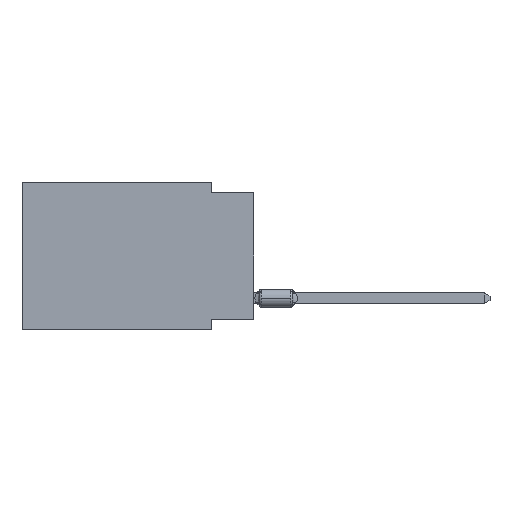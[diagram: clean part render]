
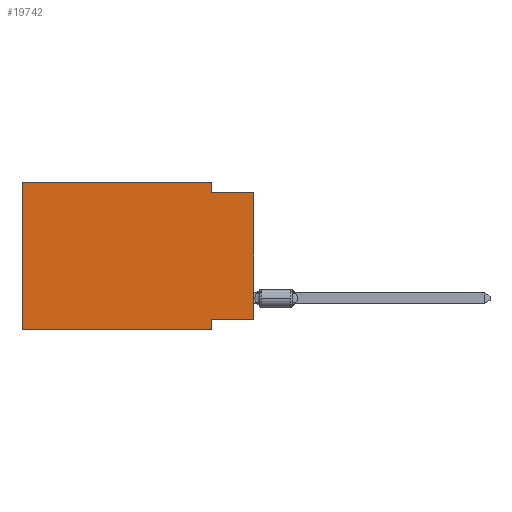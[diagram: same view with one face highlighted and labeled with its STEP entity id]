
A CAD part, left-side view. The second image highlights one B-rep face of the part: STEP entity #19742.
In plain terms, the highlighted planar face has unit normal (-1, 0, 0).
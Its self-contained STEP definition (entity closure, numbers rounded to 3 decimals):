
#183 = DIRECTION ( 'NONE',  ( 0., 0., -1. ) ) ;
#249 = LINE ( 'NONE', #7263, #20212 ) ;
#694 = PLANE ( 'NONE',  #12144 ) ;
#955 = DIRECTION ( 'NONE',  ( 0., 1., 0. ) ) ;
#1198 = VECTOR ( 'NONE', #955, 1000. ) ;
#1265 = CARTESIAN_POINT ( 'NONE',  ( 0., 0., 0. ) ) ;
#1385 = CARTESIAN_POINT ( 'NONE',  ( 0., 2.54, -8.89 ) ) ;
#1525 = LINE ( 'NONE', #9852, #19013 ) ;
#1788 = CARTESIAN_POINT ( 'NONE',  ( 0., 2.54, 0. ) ) ;
#1952 = EDGE_CURVE ( 'NONE', #9036, #9462, #9491, .T. ) ;
#2377 = EDGE_CURVE ( 'NONE', #13478, #14550, #5235, .T. ) ;
#2583 = EDGE_CURVE ( 'NONE', #9036, #17026, #12075, .T. ) ;
#2875 = EDGE_CURVE ( 'NONE', #14044, #9750, #8408, .T. ) ;
#2985 = DIRECTION ( 'NONE',  ( 0., -1., 0. ) ) ;
#3408 = VECTOR ( 'NONE', #2985, 1000. ) ;
#3448 = ORIENTED_EDGE ( 'NONE', *, *, #14924, .F. ) ;
#3579 = FACE_OUTER_BOUND ( 'NONE', #13404, .T. ) ;
#3893 = DIRECTION ( 'NONE',  ( 1., 0., 0. ) ) ;
#4009 = CARTESIAN_POINT ( 'NONE',  ( 0., 13.97, 0. ) ) ;
#4478 = DIRECTION ( 'NONE',  ( 0., 0., 1. ) ) ;
#4540 = DIRECTION ( 'NONE',  ( 0., -1., 0. ) ) ;
#4585 = CARTESIAN_POINT ( 'NONE',  ( 0., 13.97, 0. ) ) ;
#5171 = VECTOR ( 'NONE', #4540, 1000. ) ;
#5235 = LINE ( 'NONE', #8437, #10066 ) ;
#5650 = DIRECTION ( 'NONE',  ( 0., 0., -1. ) ) ;
#6502 = CARTESIAN_POINT ( 'NONE',  ( 0., 0., -0.635 ) ) ;
#7263 = CARTESIAN_POINT ( 'NONE',  ( 0., 2.54, -8.89 ) ) ;
#7514 = ORIENTED_EDGE ( 'NONE', *, *, #20028, .T. ) ;
#8408 = LINE ( 'NONE', #1788, #18649 ) ;
#8437 = CARTESIAN_POINT ( 'NONE',  ( 0., 13.97, 0. ) ) ;
#8542 = DIRECTION ( 'NONE',  ( 0., 0., 1. ) ) ;
#8572 = ORIENTED_EDGE ( 'NONE', *, *, #10333, .F. ) ;
#8700 = DIRECTION ( 'NONE',  ( 0., 0., -1. ) ) ;
#9036 = VERTEX_POINT ( 'NONE', #20728 ) ;
#9462 = VERTEX_POINT ( 'NONE', #18645 ) ;
#9491 = LINE ( 'NONE', #1265, #16910 ) ;
#9657 = LINE ( 'NONE', #20811, #5171 ) ;
#9750 = VERTEX_POINT ( 'NONE', #10571 ) ;
#9852 = CARTESIAN_POINT ( 'NONE',  ( 0., 13.97, -8.89 ) ) ;
#10066 = VECTOR ( 'NONE', #8542, 1000. ) ;
#10333 = EDGE_CURVE ( 'NONE', #17026, #18180, #249, .T. ) ;
#10571 = CARTESIAN_POINT ( 'NONE',  ( 0., 2.54, -0.635 ) ) ;
#11216 = LINE ( 'NONE', #6502, #3408 ) ;
#11327 = ORIENTED_EDGE ( 'NONE', *, *, #2583, .F. ) ;
#12069 = CARTESIAN_POINT ( 'NONE',  ( 0., 13.97, -8.89 ) ) ;
#12075 = LINE ( 'NONE', #18608, #1198 ) ;
#12144 = AXIS2_PLACEMENT_3D ( 'NONE', #4009, #3893, #8700 ) ;
#12351 = ORIENTED_EDGE ( 'NONE', *, *, #2377, .F. ) ;
#13267 = EDGE_CURVE ( 'NONE', #9750, #9462, #11216, .T. ) ;
#13404 = EDGE_LOOP ( 'NONE', ( #14699, #16600, #14438, #3448, #12351, #7514, #8572, #11327 ) ) ;
#13478 = VERTEX_POINT ( 'NONE', #12069 ) ;
#14044 = VERTEX_POINT ( 'NONE', #15237 ) ;
#14438 = ORIENTED_EDGE ( 'NONE', *, *, #2875, .F. ) ;
#14550 = VERTEX_POINT ( 'NONE', #4585 ) ;
#14699 = ORIENTED_EDGE ( 'NONE', *, *, #1952, .T. ) ;
#14924 = EDGE_CURVE ( 'NONE', #14550, #14044, #9657, .T. ) ;
#15237 = CARTESIAN_POINT ( 'NONE',  ( 0., 2.54, 0. ) ) ;
#15635 = CARTESIAN_POINT ( 'NONE',  ( 0., 2.54, -8.255 ) ) ;
#16400 = DIRECTION ( 'NONE',  ( 0., -1., 0. ) ) ;
#16600 = ORIENTED_EDGE ( 'NONE', *, *, #13267, .F. ) ;
#16910 = VECTOR ( 'NONE', #4478, 1000. ) ;
#17026 = VERTEX_POINT ( 'NONE', #15635 ) ;
#18180 = VERTEX_POINT ( 'NONE', #1385 ) ;
#18608 = CARTESIAN_POINT ( 'NONE',  ( 0., 0., -8.255 ) ) ;
#18645 = CARTESIAN_POINT ( 'NONE',  ( 0., 0., -0.635 ) ) ;
#18649 = VECTOR ( 'NONE', #183, 1000. ) ;
#19013 = VECTOR ( 'NONE', #16400, 1000. ) ;
#19742 = ADVANCED_FACE ( 'NONE', ( #3579 ), #694, .F. ) ;
#20028 = EDGE_CURVE ( 'NONE', #13478, #18180, #1525, .T. ) ;
#20212 = VECTOR ( 'NONE', #5650, 1000. ) ;
#20728 = CARTESIAN_POINT ( 'NONE',  ( 0., 0., -8.255 ) ) ;
#20811 = CARTESIAN_POINT ( 'NONE',  ( 0., 13.97, 0. ) ) ;
